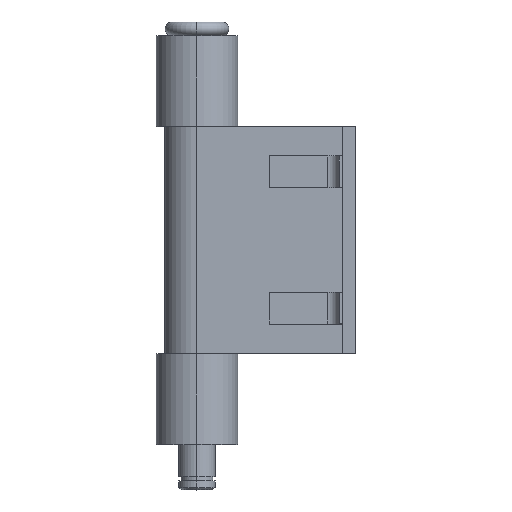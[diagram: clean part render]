
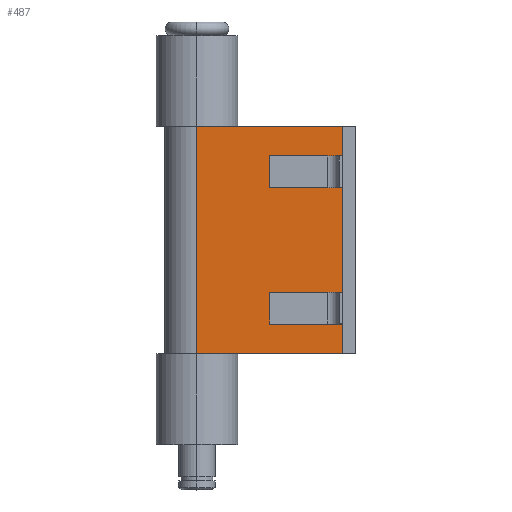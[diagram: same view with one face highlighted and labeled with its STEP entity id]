
A CAD part, top view. The second image highlights one B-rep face of the part: STEP entity #487.
In plain terms, the highlighted planar face has unit normal (0, 0, 1).
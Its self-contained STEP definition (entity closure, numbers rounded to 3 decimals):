
#415 = VERTEX_POINT ( 'NONE', #1159 ) ;
#416 = ORIENTED_EDGE ( 'NONE', *, *, #417, .F. ) ;
#417 = EDGE_CURVE ( 'NONE', #418, #415, #1158, .T. ) ;
#418 = VERTEX_POINT ( 'NONE', #1154 ) ;
#419 = ORIENTED_EDGE ( 'NONE', *, *, #420, .F. ) ;
#420 = EDGE_CURVE ( 'NONE', #447, #418, #1153, .T. ) ;
#421 = ORIENTED_EDGE ( 'NONE', *, *, #498, .F. ) ;
#422 = VERTEX_POINT ( 'NONE', #1149 ) ;
#423 = ORIENTED_EDGE ( 'NONE', *, *, #424, .T. ) ;
#424 = EDGE_CURVE ( 'NONE', #426, #427, #1148, .T. ) ;
#425 = EDGE_CURVE ( 'NONE', #426, #422, #1144, .T. ) ;
#426 = VERTEX_POINT ( 'NONE', #1205 ) ;
#427 = VERTEX_POINT ( 'NONE', #1204 ) ;
#428 = EDGE_CURVE ( 'NONE', #499, #429, #1203, .T. ) ;
#429 = VERTEX_POINT ( 'NONE', #1199 ) ;
#430 = VERTEX_POINT ( 'NONE', #1198 ) ;
#447 = VERTEX_POINT ( 'NONE', #1231 ) ;
#453 = VERTEX_POINT ( 'NONE', #1220 ) ;
#455 = EDGE_CURVE ( 'NONE', #447, #453, #1219, .T. ) ;
#473 = EDGE_CURVE ( 'NONE', #430, #497, #1250, .T. ) ;
#480 = ORIENTED_EDGE ( 'NONE', *, *, #473, .F. ) ;
#484 = ORIENTED_EDGE ( 'NONE', *, *, #428, .T. ) ;
#485 = ORIENTED_EDGE ( 'NONE', *, *, #425, .F. ) ;
#486 = EDGE_CURVE ( 'NONE', #430, #499, #1294, .T. ) ;
#487 = ADVANCED_FACE ( 'NONE', ( #1290 ), #1289, .F. ) ;
#488 = EDGE_LOOP ( 'NONE', ( #500, #484, #421, #485, #423, #489, #492, #416, #419, #494, #495, #480 ) ) ;
#489 = ORIENTED_EDGE ( 'NONE', *, *, #490, .F. ) ;
#490 = EDGE_CURVE ( 'NONE', #491, #427, #1284, .T. ) ;
#491 = VERTEX_POINT ( 'NONE', #1280 ) ;
#492 = ORIENTED_EDGE ( 'NONE', *, *, #493, .F. ) ;
#493 = EDGE_CURVE ( 'NONE', #415, #491, #1279, .T. ) ;
#494 = ORIENTED_EDGE ( 'NONE', *, *, #455, .T. ) ;
#495 = ORIENTED_EDGE ( 'NONE', *, *, #496, .T. ) ;
#496 = EDGE_CURVE ( 'NONE', #453, #497, #1275, .T. ) ;
#497 = VERTEX_POINT ( 'NONE', #1270 ) ;
#498 = EDGE_CURVE ( 'NONE', #422, #429, #1271, .T. ) ;
#499 = VERTEX_POINT ( 'NONE', #1327 ) ;
#500 = ORIENTED_EDGE ( 'NONE', *, *, #486, .T. ) ;
#1141 = DIRECTION ( 'NONE',  ( 0., -1., 0. ) ) ;
#1142 = VECTOR ( 'NONE', #1141, 1000. ) ;
#1143 = CARTESIAN_POINT ( 'NONE',  ( 32., 25., 7.15 ) ) ;
#1144 = LINE ( 'NONE', #1143, #1142 ) ;
#1145 = DIRECTION ( 'NONE',  ( -1., 0., 0. ) ) ;
#1146 = VECTOR ( 'NONE', #1145, 1000. ) ;
#1147 = CARTESIAN_POINT ( 'NONE',  ( 16., 11.5, 7.15 ) ) ;
#1148 = LINE ( 'NONE', #1147, #1146 ) ;
#1149 = CARTESIAN_POINT ( 'NONE',  ( 32., -11.5, 7.15 ) ) ;
#1150 = DIRECTION ( 'NONE',  ( 1., 0., 0. ) ) ;
#1151 = VECTOR ( 'NONE', #1150, 1000. ) ;
#1152 = CARTESIAN_POINT ( 'NONE',  ( 0., 25., 7.15 ) ) ;
#1153 = LINE ( 'NONE', #1152, #1151 ) ;
#1154 = CARTESIAN_POINT ( 'NONE',  ( 32., 25., 7.15 ) ) ;
#1155 = DIRECTION ( 'NONE',  ( 0., -1., 0. ) ) ;
#1156 = VECTOR ( 'NONE', #1155, 1000. ) ;
#1157 = CARTESIAN_POINT ( 'NONE',  ( 32., 25., 7.15 ) ) ;
#1158 = LINE ( 'NONE', #1157, #1156 ) ;
#1159 = CARTESIAN_POINT ( 'NONE',  ( 32., 18.5, 7.15 ) ) ;
#1198 = CARTESIAN_POINT ( 'NONE',  ( 32., -18.5, 7.15 ) ) ;
#1199 = CARTESIAN_POINT ( 'NONE',  ( 16., -11.5, 7.15 ) ) ;
#1200 = DIRECTION ( 'NONE',  ( 0., 1., 0. ) ) ;
#1201 = VECTOR ( 'NONE', #1200, 1000. ) ;
#1202 = CARTESIAN_POINT ( 'NONE',  ( 16., -18.5, 7.15 ) ) ;
#1203 = LINE ( 'NONE', #1202, #1201 ) ;
#1204 = CARTESIAN_POINT ( 'NONE',  ( 16., 11.5, 7.15 ) ) ;
#1205 = CARTESIAN_POINT ( 'NONE',  ( 32., 11.5, 7.15 ) ) ;
#1216 = DIRECTION ( 'NONE',  ( 0., -1., 0. ) ) ;
#1217 = VECTOR ( 'NONE', #1216, 1000. ) ;
#1218 = CARTESIAN_POINT ( 'NONE',  ( 0., 25., 7.15 ) ) ;
#1219 = LINE ( 'NONE', #1218, #1217 ) ;
#1220 = CARTESIAN_POINT ( 'NONE',  ( 0., -25., 7.15 ) ) ;
#1231 = CARTESIAN_POINT ( 'NONE',  ( 0., 25., 7.15 ) ) ;
#1247 = DIRECTION ( 'NONE',  ( 0., -1., 0. ) ) ;
#1248 = VECTOR ( 'NONE', #1247, 1000. ) ;
#1249 = CARTESIAN_POINT ( 'NONE',  ( 32., 25., 7.15 ) ) ;
#1250 = LINE ( 'NONE', #1249, #1248 ) ;
#1270 = CARTESIAN_POINT ( 'NONE',  ( 32., -25., 7.15 ) ) ;
#1271 = LINE ( 'NONE', #1330, #1329 ) ;
#1272 = DIRECTION ( 'NONE',  ( 1., 0., 0. ) ) ;
#1273 = VECTOR ( 'NONE', #1272, 1000. ) ;
#1274 = CARTESIAN_POINT ( 'NONE',  ( 0., -25., 7.15 ) ) ;
#1275 = LINE ( 'NONE', #1274, #1273 ) ;
#1276 = DIRECTION ( 'NONE',  ( -1., 0., 0. ) ) ;
#1277 = VECTOR ( 'NONE', #1276, 1000. ) ;
#1278 = CARTESIAN_POINT ( 'NONE',  ( 16., 18.5, 7.15 ) ) ;
#1279 = LINE ( 'NONE', #1278, #1277 ) ;
#1280 = CARTESIAN_POINT ( 'NONE',  ( 16., 18.5, 7.15 ) ) ;
#1281 = DIRECTION ( 'NONE',  ( 0., -1., 0. ) ) ;
#1282 = VECTOR ( 'NONE', #1281, 1000. ) ;
#1283 = CARTESIAN_POINT ( 'NONE',  ( 16., 18.5, 7.15 ) ) ;
#1284 = LINE ( 'NONE', #1283, #1282 ) ;
#1285 = DIRECTION ( 'NONE',  ( -1., 0., 0. ) ) ;
#1286 = DIRECTION ( 'NONE',  ( 0., 0., -1. ) ) ;
#1287 = CARTESIAN_POINT ( 'NONE',  ( 0., 25., 7.15 ) ) ;
#1288 = AXIS2_PLACEMENT_3D ( 'NONE', #1287, #1286, #1285 ) ;
#1289 = PLANE ( 'NONE',  #1288 ) ;
#1290 = FACE_OUTER_BOUND ( 'NONE', #488, .T. ) ;
#1291 = DIRECTION ( 'NONE',  ( -1., 0., 0. ) ) ;
#1292 = VECTOR ( 'NONE', #1291, 1000. ) ;
#1293 = CARTESIAN_POINT ( 'NONE',  ( 16., -18.5, 7.15 ) ) ;
#1294 = LINE ( 'NONE', #1293, #1292 ) ;
#1327 = CARTESIAN_POINT ( 'NONE',  ( 16., -18.5, 7.15 ) ) ;
#1328 = DIRECTION ( 'NONE',  ( -1., 0., 0. ) ) ;
#1329 = VECTOR ( 'NONE', #1328, 1000. ) ;
#1330 = CARTESIAN_POINT ( 'NONE',  ( 16., -11.5, 7.15 ) ) ;
